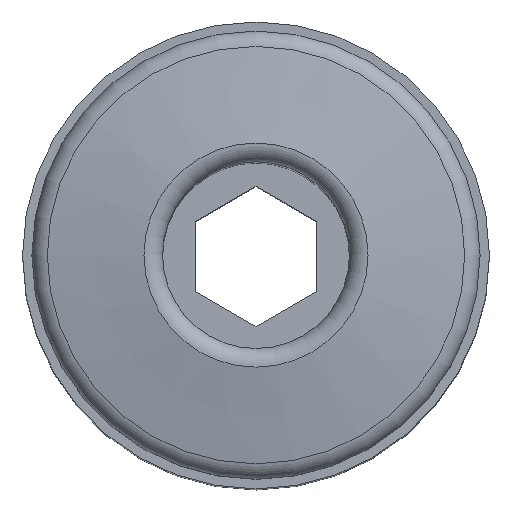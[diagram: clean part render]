
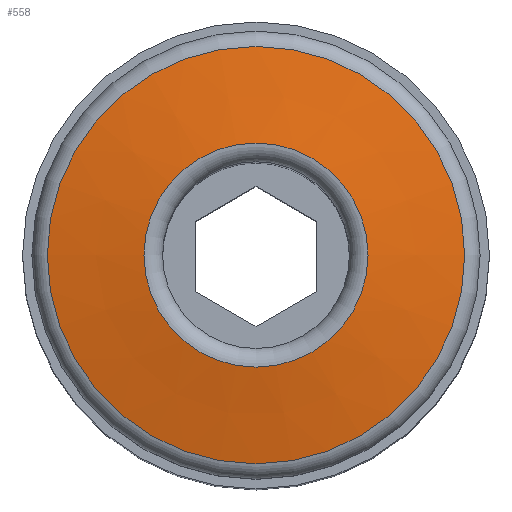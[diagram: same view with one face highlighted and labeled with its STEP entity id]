
A CAD part, top view. The second image highlights one B-rep face of the part: STEP entity #558.
In plain terms, the highlighted conical face has half-angle 80 degrees and reference radius 1.2 mm.
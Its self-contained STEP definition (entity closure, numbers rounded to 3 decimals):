
#20=CONICAL_SURFACE('',#595,1.2,1.396);
#89=ORIENTED_EDGE('',*,*,#165,.F.);
#90=ORIENTED_EDGE('',*,*,#164,.T.);
#164=EDGE_CURVE('',#203,#203,#224,.T.);
#165=EDGE_CURVE('',#204,#204,#225,.T.);
#203=VERTEX_POINT('',#790);
#204=VERTEX_POINT('',#793);
#224=CIRCLE('',#594,1.2);
#225=CIRCLE('',#596,2.235);
#250=EDGE_LOOP('',(#89));
#251=EDGE_LOOP('',(#90));
#300=FACE_BOUND('',#250,.T.);
#301=FACE_BOUND('',#251,.T.);
#558=ADVANCED_FACE('',(#300,#301),#20,.T.);
#594=AXIS2_PLACEMENT_3D('',#789,#664,#665);
#595=AXIS2_PLACEMENT_3D('',#791,#666,#667);
#596=AXIS2_PLACEMENT_3D('',#792,#668,#669);
#664=DIRECTION('',(0.,0.,-1.));
#665=DIRECTION('',(-1.,0.,0.));
#666=DIRECTION('',(0.,0.,-1.));
#667=DIRECTION('',(-1.,0.,0.));
#668=DIRECTION('',(0.,0.,-1.));
#669=DIRECTION('',(-1.,0.,0.));
#789=CARTESIAN_POINT('',(0.,0.,9.6));
#790=CARTESIAN_POINT('',(-1.2,0.,9.6));
#791=CARTESIAN_POINT('',(0.,0.,9.6));
#792=CARTESIAN_POINT('',(0.,0.,9.418));
#793=CARTESIAN_POINT('',(-2.235,0.,9.418));
